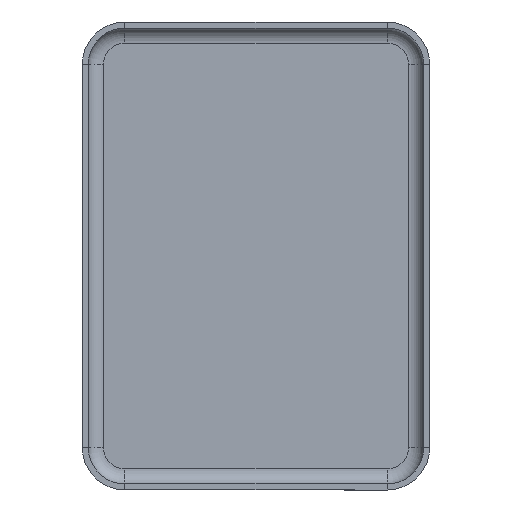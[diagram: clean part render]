
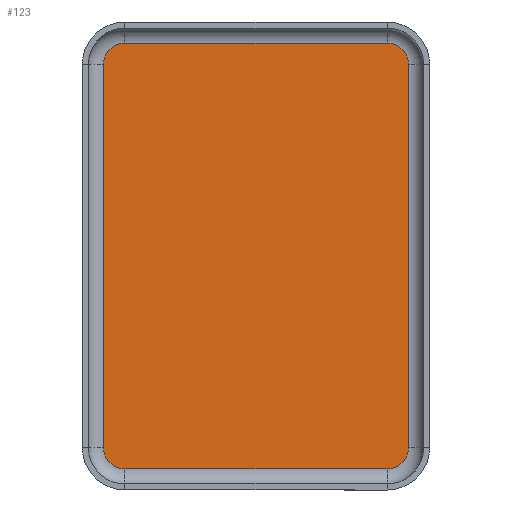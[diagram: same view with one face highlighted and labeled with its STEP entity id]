
A CAD part, front view. The second image highlights one B-rep face of the part: STEP entity #123.
In plain terms, the highlighted planar face has unit normal (0, -1, 0).
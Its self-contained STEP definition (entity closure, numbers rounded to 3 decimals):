
#2 = DIRECTION ( 'NONE',  ( 0., -1., 0. ) ) ;
#50 = CARTESIAN_POINT ( 'NONE',  ( -4.35, -0.2, 6.35 ) ) ;
#55 = CARTESIAN_POINT ( 'NONE',  ( -5.05, -0.2, 6.35 ) ) ;
#59 = DIRECTION ( 'NONE',  ( 0., -1., 0. ) ) ;
#62 = EDGE_CURVE ( 'NONE', #398, #77, #639, .T. ) ;
#64 = EDGE_CURVE ( 'NONE', #559, #528, #469, .T. ) ;
#67 = DIRECTION ( 'NONE',  ( 0., 0., -1. ) ) ;
#77 = VERTEX_POINT ( 'NONE', #326 ) ;
#82 = VERTEX_POINT ( 'NONE', #145 ) ;
#83 = DIRECTION ( 'NONE',  ( 0., 0., -1. ) ) ;
#113 = CARTESIAN_POINT ( 'NONE',  ( -4.35, -0.2, -7.05 ) ) ;
#123 = ADVANCED_FACE ( 'NONE', ( #705 ), #1158, .T. ) ;
#128 = VECTOR ( 'NONE', #769, 1000. ) ;
#136 = ORIENTED_EDGE ( 'NONE', *, *, #315, .T. ) ;
#141 = DIRECTION ( 'NONE',  ( 1., 0., 0. ) ) ;
#145 = CARTESIAN_POINT ( 'NONE',  ( 4.35, -0.2, 7.05 ) ) ;
#154 = CARTESIAN_POINT ( 'NONE',  ( 4.35, -0.2, -7.05 ) ) ;
#164 = CARTESIAN_POINT ( 'NONE',  ( 4.35, -0.2, 7.05 ) ) ;
#192 = LINE ( 'NONE', #1012, #1143 ) ;
#268 = ORIENTED_EDGE ( 'NONE', *, *, #1004, .T. ) ;
#288 = VERTEX_POINT ( 'NONE', #113 ) ;
#298 = CIRCLE ( 'NONE', #637, 0.7 ) ;
#313 = DIRECTION ( 'NONE',  ( 0., 0., -1. ) ) ;
#315 = EDGE_CURVE ( 'NONE', #528, #1177, #340, .T. ) ;
#326 = CARTESIAN_POINT ( 'NONE',  ( 5.05, -0.2, -6.35 ) ) ;
#334 = AXIS2_PLACEMENT_3D ( 'NONE', #1090, #730, #83 ) ;
#339 = AXIS2_PLACEMENT_3D ( 'NONE', #50, #950, #313 ) ;
#340 = LINE ( 'NONE', #55, #128 ) ;
#370 = ORIENTED_EDGE ( 'NONE', *, *, #64, .T. ) ;
#379 = EDGE_CURVE ( 'NONE', #288, #398, #957, .T. ) ;
#384 = ORIENTED_EDGE ( 'NONE', *, *, #62, .T. ) ;
#398 = VERTEX_POINT ( 'NONE', #154 ) ;
#412 = VECTOR ( 'NONE', #141, 1000. ) ;
#434 = LINE ( 'NONE', #164, #529 ) ;
#469 = CIRCLE ( 'NONE', #339, 0.7 ) ;
#472 = ORIENTED_EDGE ( 'NONE', *, *, #379, .T. ) ;
#515 = EDGE_CURVE ( 'NONE', #82, #559, #434, .T. ) ;
#528 = VERTEX_POINT ( 'NONE', #1066 ) ;
#529 = VECTOR ( 'NONE', #887, 1000. ) ;
#547 = ORIENTED_EDGE ( 'NONE', *, *, #515, .T. ) ;
#550 = DIRECTION ( 'NONE',  ( 0., 0., -1. ) ) ;
#559 = VERTEX_POINT ( 'NONE', #904 ) ;
#567 = CARTESIAN_POINT ( 'NONE',  ( -5.05, -0.2, -6.35 ) ) ;
#591 = EDGE_CURVE ( 'NONE', #77, #805, #192, .T. ) ;
#637 = AXIS2_PLACEMENT_3D ( 'NONE', #1010, #907, #550 ) ;
#639 = CIRCLE ( 'NONE', #791, 0.7 ) ;
#705 = FACE_OUTER_BOUND ( 'NONE', #711, .T. ) ;
#710 = CARTESIAN_POINT ( 'NONE',  ( 4.35, -0.2, -6.35 ) ) ;
#711 = EDGE_LOOP ( 'NONE', ( #807, #268, #547, #370, #136, #1098, #472, #384 ) ) ;
#730 = DIRECTION ( 'NONE',  ( 0., -1., 0. ) ) ;
#769 = DIRECTION ( 'NONE',  ( 0., 0., -1. ) ) ;
#776 = AXIS2_PLACEMENT_3D ( 'NONE', #710, #2, #67 ) ;
#791 = AXIS2_PLACEMENT_3D ( 'NONE', #872, #59, #1136 ) ;
#805 = VERTEX_POINT ( 'NONE', #1139 ) ;
#807 = ORIENTED_EDGE ( 'NONE', *, *, #591, .T. ) ;
#828 = DIRECTION ( 'NONE',  ( 0., 0., 1. ) ) ;
#872 = CARTESIAN_POINT ( 'NONE',  ( 4.35, -0.2, -6.35 ) ) ;
#880 = CIRCLE ( 'NONE', #334, 0.7 ) ;
#887 = DIRECTION ( 'NONE',  ( -1., 0., 0. ) ) ;
#904 = CARTESIAN_POINT ( 'NONE',  ( -4.35, -0.2, 7.05 ) ) ;
#907 = DIRECTION ( 'NONE',  ( 0., -1., 0. ) ) ;
#950 = DIRECTION ( 'NONE',  ( 0., -1., 0. ) ) ;
#957 = LINE ( 'NONE', #1146, #412 ) ;
#1004 = EDGE_CURVE ( 'NONE', #805, #82, #880, .T. ) ;
#1009 = EDGE_CURVE ( 'NONE', #1177, #288, #298, .T. ) ;
#1010 = CARTESIAN_POINT ( 'NONE',  ( -4.35, -0.2, -6.35 ) ) ;
#1012 = CARTESIAN_POINT ( 'NONE',  ( 5.05, -0.2, -6.35 ) ) ;
#1066 = CARTESIAN_POINT ( 'NONE',  ( -5.05, -0.2, 6.35 ) ) ;
#1090 = CARTESIAN_POINT ( 'NONE',  ( 4.35, -0.2, 6.35 ) ) ;
#1098 = ORIENTED_EDGE ( 'NONE', *, *, #1009, .T. ) ;
#1136 = DIRECTION ( 'NONE',  ( 0., 0., -1. ) ) ;
#1139 = CARTESIAN_POINT ( 'NONE',  ( 5.05, -0.2, 6.35 ) ) ;
#1143 = VECTOR ( 'NONE', #828, 1000. ) ;
#1146 = CARTESIAN_POINT ( 'NONE',  ( -4.35, -0.2, -7.05 ) ) ;
#1158 = PLANE ( 'NONE',  #776 ) ;
#1177 = VERTEX_POINT ( 'NONE', #567 ) ;
